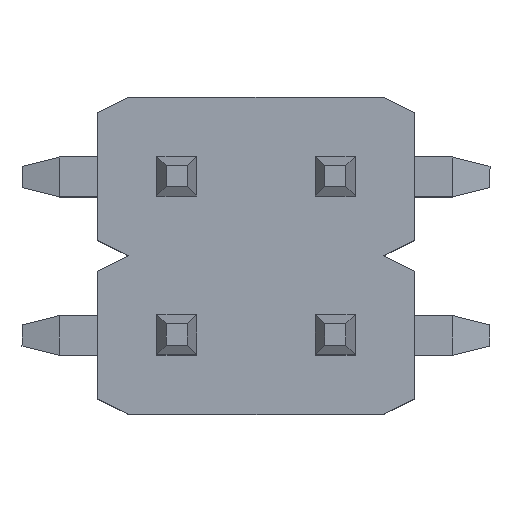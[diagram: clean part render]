
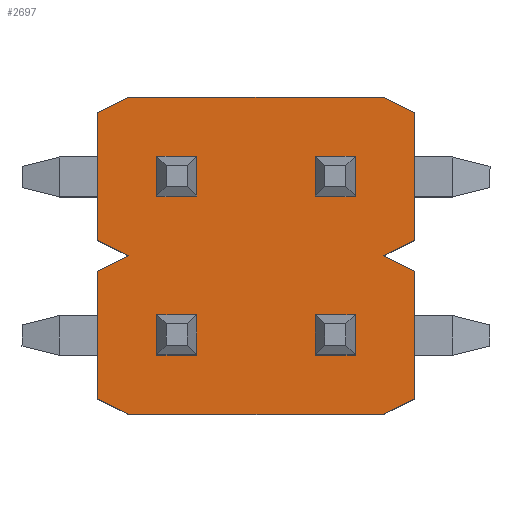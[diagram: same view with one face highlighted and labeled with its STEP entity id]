
A CAD part, top view. The second image highlights one B-rep face of the part: STEP entity #2697.
In plain terms, the highlighted planar face has unit normal (0, 0, 1).
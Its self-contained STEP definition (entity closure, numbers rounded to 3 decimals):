
#110=ORIENTED_EDGE('',*,*,#654,.T.);
#111=ORIENTED_EDGE('',*,*,#655,.T.);
#112=ORIENTED_EDGE('',*,*,#650,.F.);
#113=ORIENTED_EDGE('',*,*,#656,.T.);
#114=ORIENTED_EDGE('',*,*,#657,.T.);
#115=ORIENTED_EDGE('',*,*,#646,.F.);
#116=ORIENTED_EDGE('',*,*,#658,.T.);
#117=ORIENTED_EDGE('',*,*,#659,.F.);
#118=ORIENTED_EDGE('',*,*,#660,.T.);
#119=ORIENTED_EDGE('',*,*,#639,.T.);
#120=ORIENTED_EDGE('',*,*,#661,.T.);
#121=ORIENTED_EDGE('',*,*,#662,.T.);
#122=ORIENTED_EDGE('',*,*,#643,.T.);
#123=ORIENTED_EDGE('',*,*,#663,.T.);
#124=ORIENTED_EDGE('',*,*,#664,.F.);
#125=ORIENTED_EDGE('',*,*,#665,.F.);
#126=ORIENTED_EDGE('',*,*,#666,.F.);
#127=ORIENTED_EDGE('',*,*,#667,.F.);
#128=ORIENTED_EDGE('',*,*,#668,.F.);
#129=ORIENTED_EDGE('',*,*,#669,.F.);
#130=ORIENTED_EDGE('',*,*,#670,.F.);
#131=ORIENTED_EDGE('',*,*,#671,.F.);
#132=ORIENTED_EDGE('',*,*,#672,.F.);
#133=ORIENTED_EDGE('',*,*,#673,.F.);
#134=ORIENTED_EDGE('',*,*,#674,.F.);
#135=ORIENTED_EDGE('',*,*,#675,.F.);
#136=ORIENTED_EDGE('',*,*,#676,.F.);
#137=ORIENTED_EDGE('',*,*,#677,.F.);
#138=ORIENTED_EDGE('',*,*,#678,.F.);
#139=ORIENTED_EDGE('',*,*,#679,.F.);
#639=EDGE_CURVE('',#910,#908,#1085,.T.);
#643=EDGE_CURVE('',#914,#913,#1089,.T.);
#646=EDGE_CURVE('',#916,#917,#1092,.T.);
#650=EDGE_CURVE('',#920,#921,#1096,.T.);
#654=EDGE_CURVE('',#924,#925,#1100,.T.);
#655=EDGE_CURVE('',#925,#921,#1101,.T.);
#656=EDGE_CURVE('',#920,#926,#1102,.T.);
#657=EDGE_CURVE('',#926,#917,#1103,.T.);
#658=EDGE_CURVE('',#916,#927,#1104,.T.);
#659=EDGE_CURVE('',#928,#927,#1105,.T.);
#660=EDGE_CURVE('',#928,#910,#1106,.T.);
#661=EDGE_CURVE('',#908,#929,#1107,.T.);
#662=EDGE_CURVE('',#929,#914,#1108,.T.);
#663=EDGE_CURVE('',#913,#924,#1109,.T.);
#664=EDGE_CURVE('',#930,#931,#1110,.T.);
#665=EDGE_CURVE('',#932,#930,#1111,.T.);
#666=EDGE_CURVE('',#933,#932,#1112,.T.);
#667=EDGE_CURVE('',#931,#933,#1113,.T.);
#668=EDGE_CURVE('',#934,#935,#1114,.T.);
#669=EDGE_CURVE('',#936,#934,#1115,.T.);
#670=EDGE_CURVE('',#937,#936,#1116,.T.);
#671=EDGE_CURVE('',#935,#937,#1117,.T.);
#672=EDGE_CURVE('',#938,#939,#1118,.T.);
#673=EDGE_CURVE('',#940,#938,#1119,.T.);
#674=EDGE_CURVE('',#941,#940,#1120,.T.);
#675=EDGE_CURVE('',#939,#941,#1121,.T.);
#676=EDGE_CURVE('',#942,#943,#1122,.T.);
#677=EDGE_CURVE('',#944,#942,#1123,.T.);
#678=EDGE_CURVE('',#945,#944,#1124,.T.);
#679=EDGE_CURVE('',#943,#945,#1125,.T.);
#908=VERTEX_POINT('',#3542);
#910=VERTEX_POINT('',#3545);
#913=VERTEX_POINT('',#3552);
#914=VERTEX_POINT('',#3554);
#916=VERTEX_POINT('',#3560);
#917=VERTEX_POINT('',#3561);
#920=VERTEX_POINT('',#3569);
#921=VERTEX_POINT('',#3570);
#924=VERTEX_POINT('',#3578);
#925=VERTEX_POINT('',#3579);
#926=VERTEX_POINT('',#3582);
#927=VERTEX_POINT('',#3585);
#928=VERTEX_POINT('',#3587);
#929=VERTEX_POINT('',#3590);
#930=VERTEX_POINT('',#3594);
#931=VERTEX_POINT('',#3595);
#932=VERTEX_POINT('',#3597);
#933=VERTEX_POINT('',#3599);
#934=VERTEX_POINT('',#3602);
#935=VERTEX_POINT('',#3603);
#936=VERTEX_POINT('',#3605);
#937=VERTEX_POINT('',#3607);
#938=VERTEX_POINT('',#3610);
#939=VERTEX_POINT('',#3611);
#940=VERTEX_POINT('',#3613);
#941=VERTEX_POINT('',#3615);
#942=VERTEX_POINT('',#3618);
#943=VERTEX_POINT('',#3619);
#944=VERTEX_POINT('',#3621);
#945=VERTEX_POINT('',#3623);
#1085=LINE('',#3544,#1343);
#1089=LINE('',#3553,#1347);
#1092=LINE('',#3559,#1350);
#1096=LINE('',#3568,#1354);
#1100=LINE('',#3577,#1358);
#1101=LINE('',#3580,#1359);
#1102=LINE('',#3581,#1360);
#1103=LINE('',#3583,#1361);
#1104=LINE('',#3584,#1362);
#1105=LINE('',#3586,#1363);
#1106=LINE('',#3588,#1364);
#1107=LINE('',#3589,#1365);
#1108=LINE('',#3591,#1366);
#1109=LINE('',#3592,#1367);
#1110=LINE('',#3593,#1368);
#1111=LINE('',#3596,#1369);
#1112=LINE('',#3598,#1370);
#1113=LINE('',#3600,#1371);
#1114=LINE('',#3601,#1372);
#1115=LINE('',#3604,#1373);
#1116=LINE('',#3606,#1374);
#1117=LINE('',#3608,#1375);
#1118=LINE('',#3609,#1376);
#1119=LINE('',#3612,#1377);
#1120=LINE('',#3614,#1378);
#1121=LINE('',#3616,#1379);
#1122=LINE('',#3617,#1380);
#1123=LINE('',#3620,#1381);
#1124=LINE('',#3622,#1382);
#1125=LINE('',#3624,#1383);
#1343=VECTOR('',#2993,1000.);
#1347=VECTOR('',#2999,1000.);
#1350=VECTOR('',#3004,1000.);
#1354=VECTOR('',#3010,1000.);
#1358=VECTOR('',#3016,1000.);
#1359=VECTOR('',#3017,1000.);
#1360=VECTOR('',#3018,1000.);
#1361=VECTOR('',#3019,1000.);
#1362=VECTOR('',#3020,1000.);
#1363=VECTOR('',#3021,1000.);
#1364=VECTOR('',#3022,1000.);
#1365=VECTOR('',#3023,1000.);
#1366=VECTOR('',#3024,1000.);
#1367=VECTOR('',#3025,1000.);
#1368=VECTOR('',#3026,1000.);
#1369=VECTOR('',#3027,1000.);
#1370=VECTOR('',#3028,1000.);
#1371=VECTOR('',#3029,1000.);
#1372=VECTOR('',#3030,1000.);
#1373=VECTOR('',#3031,1000.);
#1374=VECTOR('',#3032,1000.);
#1375=VECTOR('',#3033,1000.);
#1376=VECTOR('',#3034,1000.);
#1377=VECTOR('',#3035,1000.);
#1378=VECTOR('',#3036,1000.);
#1379=VECTOR('',#3037,1000.);
#1380=VECTOR('',#3038,1000.);
#1381=VECTOR('',#3039,1000.);
#1382=VECTOR('',#3040,1000.);
#1383=VECTOR('',#3041,1000.);
#1571=EDGE_LOOP('',(#110,#111,#112,#113,#114,#115,#116,#117,#118,#119,#120,
#121,#122,#123));
#1572=EDGE_LOOP('',(#124,#125,#126,#127));
#1573=EDGE_LOOP('',(#128,#129,#130,#131));
#1574=EDGE_LOOP('',(#132,#133,#134,#135));
#1575=EDGE_LOOP('',(#136,#137,#138,#139));
#1691=FACE_BOUND('',#1571,.T.);
#1692=FACE_BOUND('',#1572,.T.);
#1693=FACE_BOUND('',#1573,.T.);
#1694=FACE_BOUND('',#1574,.T.);
#1695=FACE_BOUND('',#1575,.T.);
#1807=PLANE('',#2816);
#2697=ADVANCED_FACE('',(#1691,#1692,#1693,#1694,#1695),#1807,.T.);
#2816=AXIS2_PLACEMENT_3D('',#3576,#3014,#3015);
#2993=DIRECTION('',(1.,0.,0.));
#2999=DIRECTION('',(1.,0.,0.));
#3004=DIRECTION('',(1.,0.,0.));
#3010=DIRECTION('',(1.,0.,0.));
#3014=DIRECTION('',(0.,0.,1.));
#3015=DIRECTION('',(1.,0.,0.));
#3016=DIRECTION('',(0.,1.,0.));
#3017=DIRECTION('',(-0.447,0.894,0.));
#3018=DIRECTION('',(-0.447,-0.894,0.));
#3019=DIRECTION('',(-0.447,0.894,0.));
#3020=DIRECTION('',(-0.447,-0.894,0.));
#3021=DIRECTION('',(0.,1.,0.));
#3022=DIRECTION('',(0.447,-0.894,0.));
#3023=DIRECTION('',(0.447,0.894,0.));
#3024=DIRECTION('',(0.447,-0.894,0.));
#3025=DIRECTION('',(0.447,0.894,0.));
#3026=DIRECTION('',(-1.,0.,0.));
#3027=DIRECTION('',(0.,1.,0.));
#3028=DIRECTION('',(1.,0.,0.));
#3029=DIRECTION('',(0.,-1.,0.));
#3030=DIRECTION('',(-1.,0.,0.));
#3031=DIRECTION('',(0.,1.,0.));
#3032=DIRECTION('',(1.,0.,0.));
#3033=DIRECTION('',(0.,-1.,0.));
#3034=DIRECTION('',(-1.,0.,0.));
#3035=DIRECTION('',(0.,1.,0.));
#3036=DIRECTION('',(1.,0.,0.));
#3037=DIRECTION('',(0.,-1.,0.));
#3038=DIRECTION('',(-1.,0.,0.));
#3039=DIRECTION('',(0.,1.,0.));
#3040=DIRECTION('',(1.,0.,0.));
#3041=DIRECTION('',(0.,-1.,0.));
#3542=CARTESIAN_POINT('',(-0.25,-2.54,1.27));
#3544=CARTESIAN_POINT('',(-2.54,-2.54,1.27));
#3545=CARTESIAN_POINT('',(-2.29,-2.54,1.27));
#3552=CARTESIAN_POINT('',(2.29,-2.54,1.27));
#3553=CARTESIAN_POINT('',(-2.54,-2.54,1.27));
#3554=CARTESIAN_POINT('',(0.25,-2.54,1.27));
#3559=CARTESIAN_POINT('',(-2.54,2.54,1.27));
#3560=CARTESIAN_POINT('',(-2.29,2.54,1.27));
#3561=CARTESIAN_POINT('',(-0.25,2.54,1.27));
#3568=CARTESIAN_POINT('',(-2.54,2.54,1.27));
#3569=CARTESIAN_POINT('',(0.25,2.54,1.27));
#3570=CARTESIAN_POINT('',(2.29,2.54,1.27));
#3576=CARTESIAN_POINT('',(-2.54,-2.54,1.27));
#3577=CARTESIAN_POINT('',(2.54,-2.54,1.27));
#3578=CARTESIAN_POINT('',(2.54,-2.04,1.27));
#3579=CARTESIAN_POINT('',(2.54,2.04,1.27));
#3580=CARTESIAN_POINT('',(2.54,2.04,1.27));
#3581=CARTESIAN_POINT('',(0.25,2.54,1.27));
#3582=CARTESIAN_POINT('',(0.,2.04,1.27));
#3583=CARTESIAN_POINT('',(0.,2.04,1.27));
#3584=CARTESIAN_POINT('',(-2.29,2.54,1.27));
#3585=CARTESIAN_POINT('',(-2.54,2.04,1.27));
#3586=CARTESIAN_POINT('',(-2.54,-2.54,1.27));
#3587=CARTESIAN_POINT('',(-2.54,-2.04,1.27));
#3588=CARTESIAN_POINT('',(-2.54,-2.04,1.27));
#3589=CARTESIAN_POINT('',(-0.25,-2.54,1.27));
#3590=CARTESIAN_POINT('',(0.,-2.04,1.27));
#3591=CARTESIAN_POINT('',(0.,-2.04,1.27));
#3592=CARTESIAN_POINT('',(2.29,-2.54,1.27));
#3593=CARTESIAN_POINT('',(-0.95,-0.95,1.27));
#3594=CARTESIAN_POINT('',(-0.95,-0.95,1.27));
#3595=CARTESIAN_POINT('',(-1.59,-0.95,1.27));
#3596=CARTESIAN_POINT('',(-0.95,-1.59,1.27));
#3597=CARTESIAN_POINT('',(-0.95,-1.59,1.27));
#3598=CARTESIAN_POINT('',(-1.59,-1.59,1.27));
#3599=CARTESIAN_POINT('',(-1.59,-1.59,1.27));
#3600=CARTESIAN_POINT('',(-1.59,-0.95,1.27));
#3601=CARTESIAN_POINT('',(1.59,-0.95,1.27));
#3602=CARTESIAN_POINT('',(1.59,-0.95,1.27));
#3603=CARTESIAN_POINT('',(0.95,-0.95,1.27));
#3604=CARTESIAN_POINT('',(1.59,-1.59,1.27));
#3605=CARTESIAN_POINT('',(1.59,-1.59,1.27));
#3606=CARTESIAN_POINT('',(0.95,-1.59,1.27));
#3607=CARTESIAN_POINT('',(0.95,-1.59,1.27));
#3608=CARTESIAN_POINT('',(0.95,-0.95,1.27));
#3609=CARTESIAN_POINT('',(-0.95,1.59,1.27));
#3610=CARTESIAN_POINT('',(-0.95,1.59,1.27));
#3611=CARTESIAN_POINT('',(-1.59,1.59,1.27));
#3612=CARTESIAN_POINT('',(-0.95,0.95,1.27));
#3613=CARTESIAN_POINT('',(-0.95,0.95,1.27));
#3614=CARTESIAN_POINT('',(-1.59,0.95,1.27));
#3615=CARTESIAN_POINT('',(-1.59,0.95,1.27));
#3616=CARTESIAN_POINT('',(-1.59,1.59,1.27));
#3617=CARTESIAN_POINT('',(1.59,1.59,1.27));
#3618=CARTESIAN_POINT('',(1.59,1.59,1.27));
#3619=CARTESIAN_POINT('',(0.95,1.59,1.27));
#3620=CARTESIAN_POINT('',(1.59,0.95,1.27));
#3621=CARTESIAN_POINT('',(1.59,0.95,1.27));
#3622=CARTESIAN_POINT('',(0.95,0.95,1.27));
#3623=CARTESIAN_POINT('',(0.95,0.95,1.27));
#3624=CARTESIAN_POINT('',(0.95,1.59,1.27));
